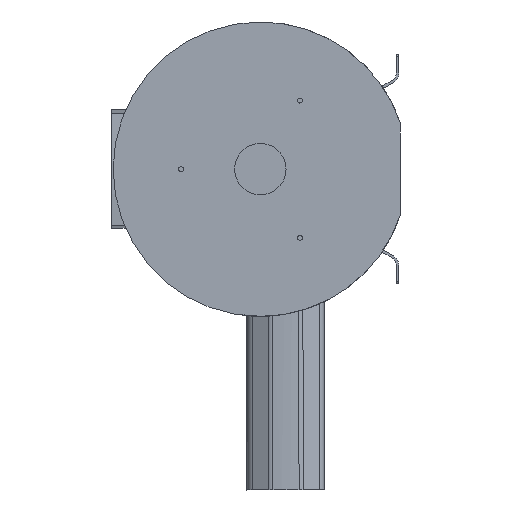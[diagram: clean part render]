
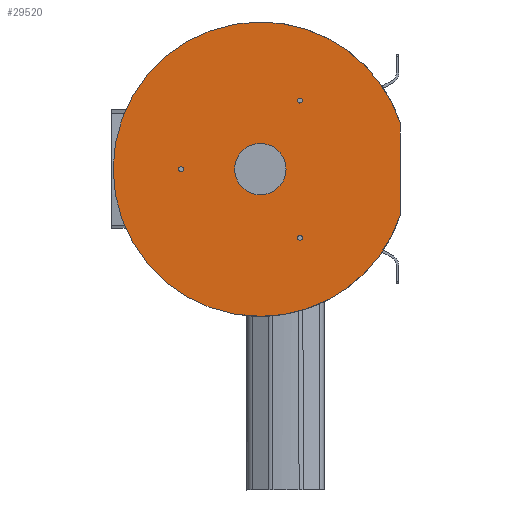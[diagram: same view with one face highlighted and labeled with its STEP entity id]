
A CAD part, left-side view. The second image highlights one B-rep face of the part: STEP entity #29520.
In plain terms, the highlighted planar face has unit normal (-1, 0, 0).
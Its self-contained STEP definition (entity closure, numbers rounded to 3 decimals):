
#333 = LINE ( 'NONE', #17147, #35941 ) ;
#1315 = VERTEX_POINT ( 'NONE', #3302 ) ;
#1416 = VERTEX_POINT ( 'NONE', #34270 ) ;
#2061 = DIRECTION ( 'NONE',  ( 0., 0., -1. ) ) ;
#2259 = AXIS2_PLACEMENT_3D ( 'NONE', #13954, #22360, #19646 ) ;
#2348 = ORIENTED_EDGE ( 'NONE', *, *, #26556, .F. ) ;
#3302 = CARTESIAN_POINT ( 'NONE',  ( -65.7, 0., -25.855 ) ) ;
#3424 = AXIS2_PLACEMENT_3D ( 'NONE', #17971, #9907, #9542 ) ;
#3605 = AXIS2_PLACEMENT_3D ( 'NONE', #11513, #33412, #13732 ) ;
#4657 = DIRECTION ( 'NONE',  ( -1., 0., 0. ) ) ;
#4822 = CARTESIAN_POINT ( 'NONE',  ( -65.7, 0., 0. ) ) ;
#4840 = DIRECTION ( 'NONE',  ( 0., 0., -1. ) ) ;
#4995 = FACE_OUTER_BOUND ( 'NONE', #21941, .T. ) ;
#5054 = ORIENTED_EDGE ( 'NONE', *, *, #27802, .F. ) ;
#5183 = ORIENTED_EDGE ( 'NONE', *, *, #17961, .F. ) ;
#5515 = ORIENTED_EDGE ( 'NONE', *, *, #19971, .F. ) ;
#5760 = VERTEX_POINT ( 'NONE', #30646 ) ;
#6055 = VERTEX_POINT ( 'NONE', #20965 ) ;
#6359 = CARTESIAN_POINT ( 'NONE',  ( -65.7, -140.7, 46.548 ) ) ;
#6698 = CARTESIAN_POINT ( 'NONE',  ( -65.7, -39.9, 71.609 ) ) ;
#6811 = ORIENTED_EDGE ( 'NONE', *, *, #25718, .T. ) ;
#7205 = DIRECTION ( 'NONE',  ( 0., 0., 1. ) ) ;
#7224 = EDGE_CURVE ( 'NONE', #12433, #1315, #14130, .T. ) ;
#7386 = CARTESIAN_POINT ( 'NONE',  ( -65.7, 0., 0. ) ) ;
#7466 = ORIENTED_EDGE ( 'NONE', *, *, #7224, .F. ) ;
#8073 = CARTESIAN_POINT ( 'NONE',  ( -65.7, 0., 0. ) ) ;
#8430 = EDGE_CURVE ( 'NONE', #35466, #6055, #18245, .T. ) ;
#8581 = AXIS2_PLACEMENT_3D ( 'NONE', #16333, #35958, #2061 ) ;
#8797 = EDGE_CURVE ( 'NONE', #19675, #9391, #10583, .T. ) ;
#8933 = AXIS2_PLACEMENT_3D ( 'NONE', #4822, #21431, #32528 ) ;
#9129 = CIRCLE ( 'NONE', #8581, 148.2 ) ;
#9391 = VERTEX_POINT ( 'NONE', #31253 ) ;
#9542 = DIRECTION ( 'NONE',  ( 0., 0., 1. ) ) ;
#9784 = CARTESIAN_POINT ( 'NONE',  ( -65.7, 79.8, 2.5 ) ) ;
#9891 = AXIS2_PLACEMENT_3D ( 'NONE', #29962, #22308, #11151 ) ;
#9907 = DIRECTION ( 'NONE',  ( -1., 0., 0. ) ) ;
#10532 = AXIS2_PLACEMENT_3D ( 'NONE', #24245, #13465, #24069 ) ;
#10583 = CIRCLE ( 'NONE', #3605, 148.2 ) ;
#10635 = PLANE ( 'NONE',  #15674 ) ;
#10811 = FACE_BOUND ( 'NONE', #25310, .T. ) ;
#10950 = AXIS2_PLACEMENT_3D ( 'NONE', #33300, #19309, #22195 ) ;
#11045 = CIRCLE ( 'NONE', #9891, 2.5 ) ;
#11151 = DIRECTION ( 'NONE',  ( 0., 0., 1. ) ) ;
#11513 = CARTESIAN_POINT ( 'NONE',  ( -65.7, 0., 0. ) ) ;
#11981 = CARTESIAN_POINT ( 'NONE',  ( -65.7, -39.9, -66.609 ) ) ;
#12080 = EDGE_CURVE ( 'NONE', #5760, #1416, #17719, .T. ) ;
#12433 = VERTEX_POINT ( 'NONE', #33952 ) ;
#13408 = CARTESIAN_POINT ( 'NONE',  ( -65.7, -39.9, -69.109 ) ) ;
#13465 = DIRECTION ( 'NONE',  ( -1., 0., 0. ) ) ;
#13732 = DIRECTION ( 'NONE',  ( 0., 0., -1. ) ) ;
#13954 = CARTESIAN_POINT ( 'NONE',  ( -65.7, 79.8, 0. ) ) ;
#14130 = CIRCLE ( 'NONE', #21740, 25.855 ) ;
#15674 = AXIS2_PLACEMENT_3D ( 'NONE', #8073, #34123, #19976 ) ;
#16333 = CARTESIAN_POINT ( 'NONE',  ( -65.7, 0., 0. ) ) ;
#16520 = FACE_BOUND ( 'NONE', #27299, .T. ) ;
#16627 = CARTESIAN_POINT ( 'NONE',  ( -65.7, -39.9, 66.609 ) ) ;
#17147 = CARTESIAN_POINT ( 'NONE',  ( -65.7, -140.7, 46.548 ) ) ;
#17342 = ORIENTED_EDGE ( 'NONE', *, *, #8430, .F. ) ;
#17406 = EDGE_LOOP ( 'NONE', ( #32400, #2348 ) ) ;
#17719 = CIRCLE ( 'NONE', #8933, 148.2 ) ;
#17961 = EDGE_CURVE ( 'NONE', #6055, #35466, #11045, .T. ) ;
#17971 = CARTESIAN_POINT ( 'NONE',  ( -65.7, -39.9, 69.109 ) ) ;
#18051 = ORIENTED_EDGE ( 'NONE', *, *, #12080, .T. ) ;
#18245 = CIRCLE ( 'NONE', #20509, 2.5 ) ;
#19198 = CIRCLE ( 'NONE', #3424, 2.5 ) ;
#19309 = DIRECTION ( 'NONE',  ( -1., 0., 0. ) ) ;
#19646 = DIRECTION ( 'NONE',  ( 0., 0., 1. ) ) ;
#19675 = VERTEX_POINT ( 'NONE', #6359 ) ;
#19971 = EDGE_CURVE ( 'NONE', #32837, #31730, #25115, .T. ) ;
#19976 = DIRECTION ( 'NONE',  ( 0., 1., 0. ) ) ;
#20509 = AXIS2_PLACEMENT_3D ( 'NONE', #13408, #29643, #7205 ) ;
#20735 = EDGE_LOOP ( 'NONE', ( #5054, #7466 ) ) ;
#20965 = CARTESIAN_POINT ( 'NONE',  ( -65.7, -39.9, -71.609 ) ) ;
#21431 = DIRECTION ( 'NONE',  ( -1., 0., 0. ) ) ;
#21453 = CIRCLE ( 'NONE', #2259, 2.5 ) ;
#21740 = AXIS2_PLACEMENT_3D ( 'NONE', #7386, #29647, #33451 ) ;
#21794 = FACE_BOUND ( 'NONE', #17406, .T. ) ;
#21941 = EDGE_LOOP ( 'NONE', ( #6811, #26179, #28016, #18051 ) ) ;
#22195 = DIRECTION ( 'NONE',  ( 0., 0., 1. ) ) ;
#22308 = DIRECTION ( 'NONE',  ( -1., 0., 0. ) ) ;
#22360 = DIRECTION ( 'NONE',  ( -1., 0., 0. ) ) ;
#23777 = ORIENTED_EDGE ( 'NONE', *, *, #29387, .F. ) ;
#24069 = DIRECTION ( 'NONE',  ( 0., 0., 1. ) ) ;
#24245 = CARTESIAN_POINT ( 'NONE',  ( -65.7, -39.9, 69.109 ) ) ;
#24374 = CIRCLE ( 'NONE', #31891, 25.855 ) ;
#25115 = CIRCLE ( 'NONE', #10532, 2.5 ) ;
#25143 = EDGE_CURVE ( 'NONE', #9391, #5760, #9129, .T. ) ;
#25310 = EDGE_LOOP ( 'NONE', ( #17342, #5183 ) ) ;
#25657 = VERTEX_POINT ( 'NONE', #28248 ) ;
#25718 = EDGE_CURVE ( 'NONE', #1416, #19675, #333, .T. ) ;
#26179 = ORIENTED_EDGE ( 'NONE', *, *, #8797, .T. ) ;
#26556 = EDGE_CURVE ( 'NONE', #25657, #35617, #26686, .T. ) ;
#26686 = CIRCLE ( 'NONE', #10950, 2.5 ) ;
#27299 = EDGE_LOOP ( 'NONE', ( #5515, #23777 ) ) ;
#27802 = EDGE_CURVE ( 'NONE', #1315, #12433, #24374, .T. ) ;
#28016 = ORIENTED_EDGE ( 'NONE', *, *, #25143, .T. ) ;
#28248 = CARTESIAN_POINT ( 'NONE',  ( -65.7, 79.8, -2.5 ) ) ;
#29387 = EDGE_CURVE ( 'NONE', #31730, #32837, #19198, .T. ) ;
#29520 = ADVANCED_FACE ( 'NONE', ( #32892, #10811, #16520, #21794, #4995 ), #10635, .F. ) ;
#29630 = CARTESIAN_POINT ( 'NONE',  ( -65.7, 0., 0. ) ) ;
#29643 = DIRECTION ( 'NONE',  ( -1., 0., 0. ) ) ;
#29647 = DIRECTION ( 'NONE',  ( -1., 0., 0. ) ) ;
#29962 = CARTESIAN_POINT ( 'NONE',  ( -65.7, -39.9, -69.109 ) ) ;
#30646 = CARTESIAN_POINT ( 'NONE',  ( -65.7, 0., -148.2 ) ) ;
#31253 = CARTESIAN_POINT ( 'NONE',  ( -65.7, 0., 148.2 ) ) ;
#31730 = VERTEX_POINT ( 'NONE', #16627 ) ;
#31891 = AXIS2_PLACEMENT_3D ( 'NONE', #29630, #4657, #4840 ) ;
#32400 = ORIENTED_EDGE ( 'NONE', *, *, #33264, .F. ) ;
#32528 = DIRECTION ( 'NONE',  ( 0., 0., -1. ) ) ;
#32837 = VERTEX_POINT ( 'NONE', #6698 ) ;
#32892 = FACE_BOUND ( 'NONE', #20735, .T. ) ;
#33264 = EDGE_CURVE ( 'NONE', #35617, #25657, #21453, .T. ) ;
#33300 = CARTESIAN_POINT ( 'NONE',  ( -65.7, 79.8, 0. ) ) ;
#33412 = DIRECTION ( 'NONE',  ( -1., 0., 0. ) ) ;
#33451 = DIRECTION ( 'NONE',  ( 0., 0., -1. ) ) ;
#33952 = CARTESIAN_POINT ( 'NONE',  ( -65.7, 0., 25.855 ) ) ;
#34123 = DIRECTION ( 'NONE',  ( 1., 0., 0. ) ) ;
#34270 = CARTESIAN_POINT ( 'NONE',  ( -65.7, -140.7, -46.548 ) ) ;
#35466 = VERTEX_POINT ( 'NONE', #11981 ) ;
#35617 = VERTEX_POINT ( 'NONE', #9784 ) ;
#35941 = VECTOR ( 'NONE', #36061, 1000. ) ;
#35958 = DIRECTION ( 'NONE',  ( -1., 0., 0. ) ) ;
#36061 = DIRECTION ( 'NONE',  ( 0., 0., 1. ) ) ;
